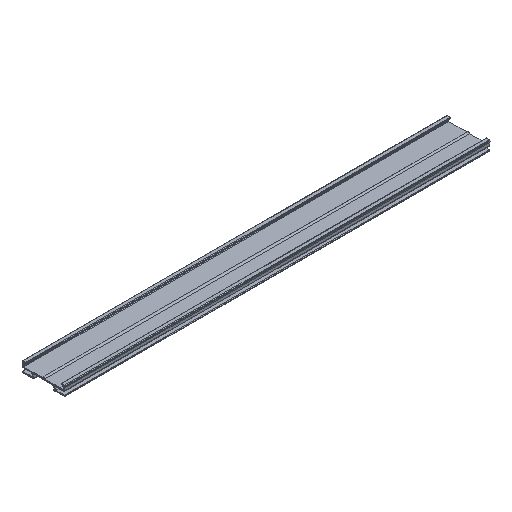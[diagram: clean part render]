
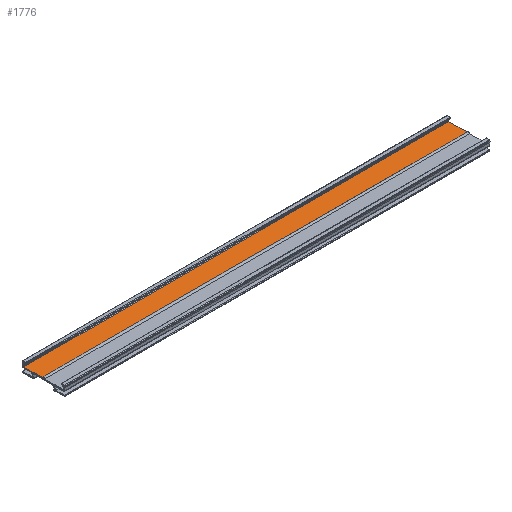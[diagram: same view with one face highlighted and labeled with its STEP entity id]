
A CAD part, isometric view. The second image highlights one B-rep face of the part: STEP entity #1776.
In plain terms, the highlighted planar face has unit normal (0, 0, 1).
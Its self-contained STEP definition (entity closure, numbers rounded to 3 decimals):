
#1732=AXIS2_PLACEMENT_3D('Plane Axis2P3D',#1729,#1730,#1731) ;
#106=CARTESIAN_POINT('Vertex',(250.,24.2,3.4)) ;
#109=CARTESIAN_POINT('Line Origine',(250.,18.828,3.4)) ;
#113=CARTESIAN_POINT('Vertex',(250.,13.456,3.4)) ;
#841=CARTESIAN_POINT('Vertex',(0.,13.456,3.4)) ;
#844=CARTESIAN_POINT('Line Origine',(0.,18.828,3.4)) ;
#848=CARTESIAN_POINT('Vertex',(0.,24.2,3.4)) ;
#1729=CARTESIAN_POINT('Axis2P3D Location',(0.,24.45,3.4)) ;
#1752=CARTESIAN_POINT('Line Origine',(375.,13.456,3.4)) ;
#1765=CARTESIAN_POINT('Line Origine',(125.,24.2,3.4)) ;
#110=DIRECTION('Vector Direction',(0.,-1.,0.)) ;
#845=DIRECTION('Vector Direction',(0.,-1.,0.)) ;
#1730=DIRECTION('Axis2P3D Direction',(0.,0.,1.)) ;
#1731=DIRECTION('Axis2P3D XDirection',(0.,-1.,0.)) ;
#1753=DIRECTION('Vector Direction',(1.,0.,0.)) ;
#1766=DIRECTION('Vector Direction',(1.,0.,0.)) ;
#111=VECTOR('Line Direction',#110,1.) ;
#846=VECTOR('Line Direction',#845,1.) ;
#1754=VECTOR('Line Direction',#1753,1.) ;
#1767=VECTOR('Line Direction',#1766,1.) ;
#1771=ORIENTED_EDGE('',*,*,#1769,.T.) ;
#1772=ORIENTED_EDGE('',*,*,#850,.T.) ;
#1773=ORIENTED_EDGE('',*,*,#1756,.T.) ;
#1774=ORIENTED_EDGE('',*,*,#115,.F.) ;
#1776=ADVANCED_FACE('BUS-PROFIL',(#1775),#1733,.T.) ;
#115=EDGE_CURVE('',#107,#114,#112,.T.) ;
#850=EDGE_CURVE('',#849,#842,#847,.T.) ;
#1756=EDGE_CURVE('',#842,#114,#1755,.T.) ;
#1769=EDGE_CURVE('',#107,#849,#1768,.F.) ;
#1770=EDGE_LOOP('',(#1771,#1772,#1773,#1774)) ;
#1775=FACE_OUTER_BOUND('',#1770,.T.) ;
#112=LINE('Line',#109,#111) ;
#847=LINE('Line',#844,#846) ;
#1755=LINE('Line',#1752,#1754) ;
#1768=LINE('Line',#1765,#1767) ;
#1733=PLANE('',#1732) ;
#107=VERTEX_POINT('',#106) ;
#114=VERTEX_POINT('',#113) ;
#842=VERTEX_POINT('',#841) ;
#849=VERTEX_POINT('',#848) ;
